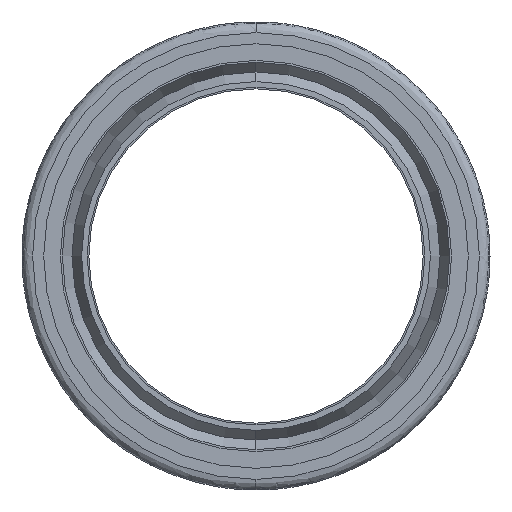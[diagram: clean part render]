
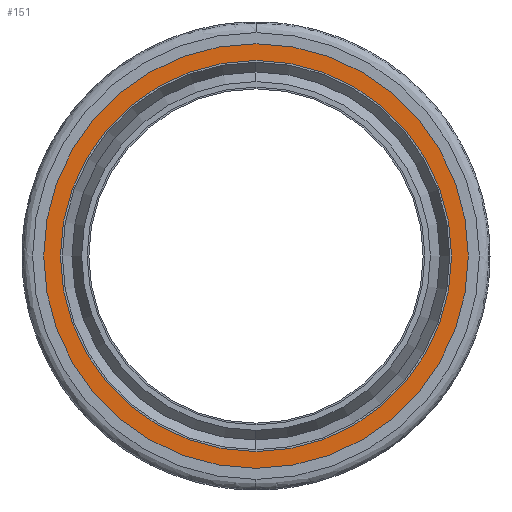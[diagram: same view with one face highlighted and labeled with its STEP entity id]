
A CAD part, left-side view. The second image highlights one B-rep face of the part: STEP entity #151.
In plain terms, the highlighted planar face has unit normal (-1, 0, 0).
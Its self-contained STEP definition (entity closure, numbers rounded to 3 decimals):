
#151=ADVANCED_FACE('',(#570,#571),#569,.T.);
#569=PLANE('',#4668);
#570=FACE_OUTER_BOUND('',#4669,.T.);
#571=FACE_BOUND('',#4670,.T.);
#4665=CARTESIAN_POINT('',(-35.,-39.595,-43.815));
#4666=DIRECTION('',(-1.,0.,0.));
#4667=DIRECTION('',(0.,0.,1.));
#4668=AXIS2_PLACEMENT_3D('',#4665,#4666,#4667);
#4669=EDGE_LOOP('',(#11949,#11950));
#4670=EDGE_LOOP('',(#11951,#11952));
#11949=ORIENTED_EDGE('',*,*,#13541,.T.);
#11950=ORIENTED_EDGE('',*,*,#13542,.T.);
#11951=ORIENTED_EDGE('',*,*,#13543,.F.);
#11952=ORIENTED_EDGE('',*,*,#13544,.F.);
#13541=EDGE_CURVE('',#14385,#14386,#14387,.T.);
#13542=EDGE_CURVE('',#14386,#14385,#14393,.T.);
#13543=EDGE_CURVE('',#14399,#14400,#14401,.T.);
#13544=EDGE_CURVE('',#14400,#14399,#14407,.T.);
#14385=VERTEX_POINT('',#19669);
#14386=VERTEX_POINT('',#19670);
#14387=CIRCLE('',#19674,19.05);
#14393=CIRCLE('',#19678,19.05);
#14399=VERTEX_POINT('',#19679);
#14400=VERTEX_POINT('',#19680);
#14401=CIRCLE('',#19684,17.55);
#14407=CIRCLE('',#19688,17.55);
#19669=CARTESIAN_POINT('',(-35.,0.,19.05));
#19670=CARTESIAN_POINT('',(-35.,0.,-19.05));
#19671=CARTESIAN_POINT('',(-35.,0.,0.));
#19672=DIRECTION('',(-1.,0.,0.));
#19673=DIRECTION('',(0.,0.,1.));
#19674=AXIS2_PLACEMENT_3D('',#19671,#19672,#19673);
#19675=CARTESIAN_POINT('',(-35.,0.,0.));
#19676=DIRECTION('',(-1.,0.,0.));
#19677=DIRECTION('',(0.,0.,1.));
#19678=AXIS2_PLACEMENT_3D('',#19675,#19676,#19677);
#19679=CARTESIAN_POINT('',(-35.,0.,-17.55));
#19680=CARTESIAN_POINT('',(-35.,0.,17.55));
#19681=CARTESIAN_POINT('',(-35.,0.,0.));
#19682=DIRECTION('',(-1.,0.,0.));
#19683=DIRECTION('',(0.,0.,1.));
#19684=AXIS2_PLACEMENT_3D('',#19681,#19682,#19683);
#19685=CARTESIAN_POINT('',(-35.,0.,0.));
#19686=DIRECTION('',(-1.,0.,0.));
#19687=DIRECTION('',(0.,0.,1.));
#19688=AXIS2_PLACEMENT_3D('',#19685,#19686,#19687);
